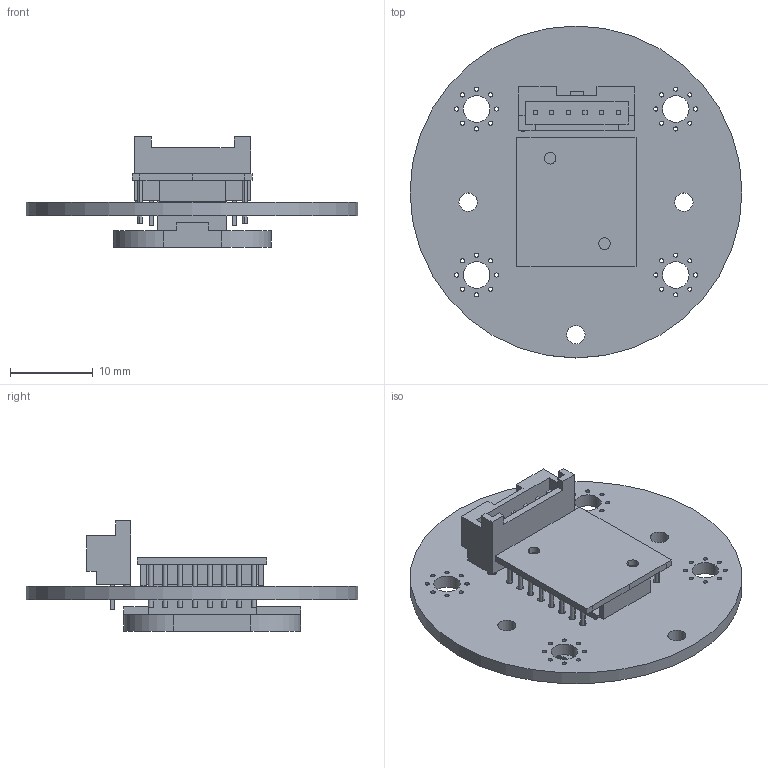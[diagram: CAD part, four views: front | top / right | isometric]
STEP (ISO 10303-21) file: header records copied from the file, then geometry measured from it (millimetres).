
FILE_DESCRIPTION(('KiCad electronic assembly'),'2;1');
FILE_NAME('module-optique-grand.step','2023-09-23T00:47:53',('Pcbnew'),( 'Kicad'),'Open CASCADE STEP processor 7.6','KiCad to STEP converter' ,'Unknown');
FILE_SCHEMA(('AUTOMOTIVE_DESIGN { 1 0 10303 214 1 1 1 1 }'));
Length unit declared in the file: millimetre
Products named in the file (6): module-optique-grand 1; B06B-PASK-1; SOLID; ADNS 9800 + Lentille; COMPOUND; module-optique-grand PCB
Assembly tree (5 placements, depth 3):
  module-optique-grand 1
    B06B-PASK-1
      SOLID
    ADNS 9800 + Lentille
      COMPOUND
    module-optique-grand PCB
Bounding box: 40 x 40 x 13.3 mm (x, y, z)
Volume: 3617.9 mm3; surface area: 5165.1 mm2
Topology: 4 solids, 4 shells, 271 faces, 693 edges, 462 vertices
Faces by surface type: plane 164, cylinder 107
Full cylindrical faces by diameter (mm): 0.5 x32, 0.7 x6, 0.8 x16, 1.1 x1, 2.2 x3, 3.2 x4, 40 x1
Entity records: 17921 total; most frequent: CARTESIAN_POINT 2900, DIRECTION 2837, LINE 1649, VECTOR 1649, ORIENTED_EDGE 1386, PCURVE 1386, DEFINITIONAL_REPRESENTATION 1386, EDGE_CURVE 693
